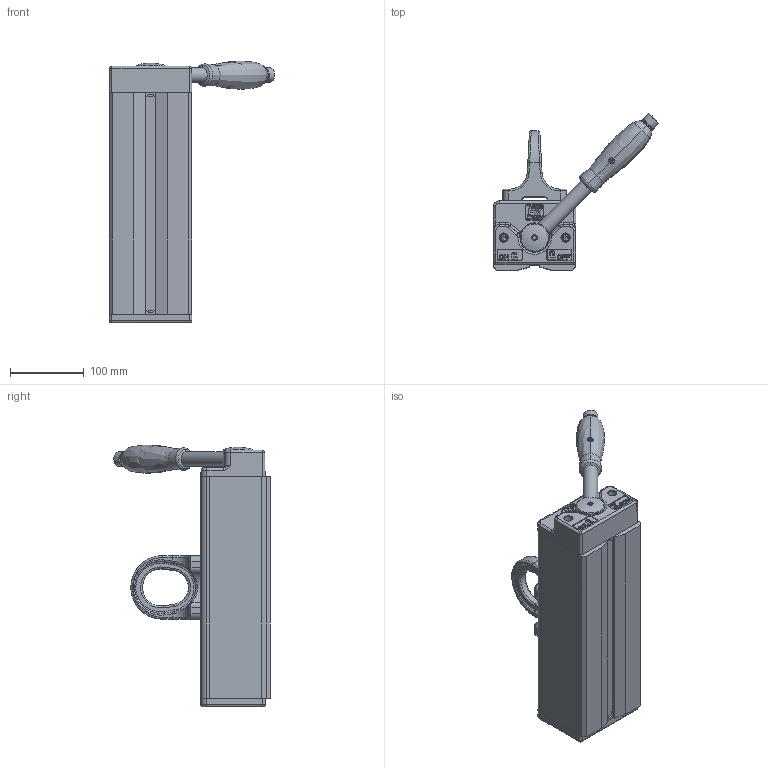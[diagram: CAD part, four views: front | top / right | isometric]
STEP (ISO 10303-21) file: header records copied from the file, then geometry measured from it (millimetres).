
FILE_DESCRIPTION(/* description */ (''),/* implementation_level */ '2;1');
FILE_NAME(/* name */ 'E0161872.stp',/* time_stamp */ '2024-06-11T11:16:56+02:00',/* author */ ('ep'),/* organization */ (''),/* preprocessor_version */ 'ST-DEVELOPER v18.1',/* originating_system */ 'Autodesk Inventor 2021',/* authorisation */ '');
FILE_SCHEMA (('AUTOMOTIVE_DESIGN { 1 0 10303 214 3 1 1 }'));
Products named in the file (1): E0161872
Bounding box: 224.17 x 212.17 x 355.05 mm (x, y, z)
Volume: 3539027 mm3; surface area: 741857.7 mm2
Topology: 72 solids, 75 shells, 2448 faces, 5669 edges, 3448 vertices
Faces by surface type: plane 1112, cylinder 601, bspline 300, cone 248, torus 103, sphere 84
Full cylindrical faces by diameter (mm): 3.3 x22, 4 x22, 4.5 x20, 5 x9, 6 x7, 6.1 x1, 6.5 x2, 6.8 x10, 7.64 x20, 8 x13, 8.5 x8, 9 x6, 9.8 x2, 10 x5, 10.2 x1, 10.3 x1, 11 x2, 12 x1, 13 x10, 14 x4, 15 x4, 17.8 x1, 19.8 x2, 20 x2, 20.05 x1, 39 x1, 39.95 x2, 40 x5, 47 x2, 49.333 x2
Entity records: 111103 total; most frequent: CARTESIAN_POINT 57265, ORIENTED_EDGE 11144, DIRECTION 10821, EDGE_CURVE 5578, AXIS2_PLACEMENT_3D 3897, VERTEX_POINT 3448, LINE 3027, VECTOR 3027
